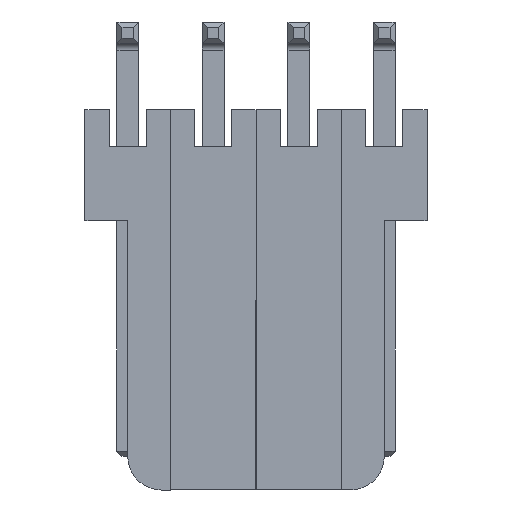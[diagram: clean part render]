
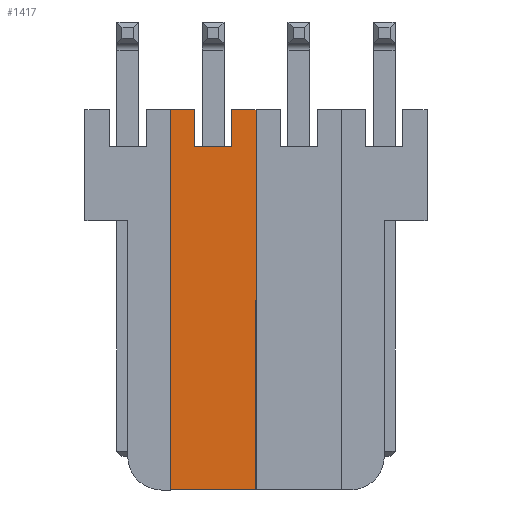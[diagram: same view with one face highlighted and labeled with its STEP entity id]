
A CAD part, front view. The second image highlights one B-rep face of the part: STEP entity #1417.
In plain terms, the highlighted planar face has unit normal (0, -1, 0).
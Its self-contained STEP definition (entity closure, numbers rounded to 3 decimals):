
#117 = EDGE_CURVE ( 'NONE', #1211, #610, #791, .T. ) ;
#123 = DIRECTION ( 'NONE',  ( 1., 0., 0. ) ) ;
#192 = DIRECTION ( 'NONE',  ( 0., 0., 1. ) ) ;
#588 = CARTESIAN_POINT ( 'NONE',  ( 0., 0., 0. ) ) ;
#610 = VERTEX_POINT ( 'NONE', #3644 ) ;
#613 = EDGE_CURVE ( 'NONE', #4307, #4215, #4172, .T. ) ;
#671 = CARTESIAN_POINT ( 'NONE',  ( -0.72, 0., 0. ) ) ;
#791 = LINE ( 'NONE', #3859, #4064 ) ;
#920 = CARTESIAN_POINT ( 'NONE',  ( -1.82, 0., -1.1 ) ) ;
#974 = VERTEX_POINT ( 'NONE', #3869 ) ;
#1193 = AXIS2_PLACEMENT_3D ( 'NONE', #3006, #1844, #192 ) ;
#1211 = VERTEX_POINT ( 'NONE', #1680 ) ;
#1218 = CARTESIAN_POINT ( 'NONE',  ( -1.82, 0., -1.1 ) ) ;
#1249 = DIRECTION ( 'NONE',  ( 0., 0., 1. ) ) ;
#1377 = EDGE_CURVE ( 'NONE', #4215, #2221, #3273, .T. ) ;
#1417 = ADVANCED_FACE ( 'NONE', ( #4349 ), #1786, .F. ) ;
#1550 = VERTEX_POINT ( 'NONE', #1894 ) ;
#1571 = VECTOR ( 'NONE', #1890, 1000. ) ;
#1591 = ORIENTED_EDGE ( 'NONE', *, *, #613, .F. ) ;
#1680 = CARTESIAN_POINT ( 'NONE',  ( -2.54, 0., -11.3 ) ) ;
#1786 = PLANE ( 'NONE',  #1193 ) ;
#1816 = ORIENTED_EDGE ( 'NONE', *, *, #1377, .F. ) ;
#1844 = DIRECTION ( 'NONE',  ( 0., 1., 0. ) ) ;
#1890 = DIRECTION ( 'NONE',  ( 0., 0., -1. ) ) ;
#1894 = CARTESIAN_POINT ( 'NONE',  ( -1.82, 0., -1.1 ) ) ;
#1987 = EDGE_CURVE ( 'NONE', #1550, #4307, #2405, .T. ) ;
#2012 = CARTESIAN_POINT ( 'NONE',  ( -0.72, 0., -1.1 ) ) ;
#2051 = CARTESIAN_POINT ( 'NONE',  ( -0.72, 0., -1.1 ) ) ;
#2117 = ORIENTED_EDGE ( 'NONE', *, *, #3671, .F. ) ;
#2221 = VERTEX_POINT ( 'NONE', #588 ) ;
#2223 = VECTOR ( 'NONE', #3739, 1000. ) ;
#2318 = ORIENTED_EDGE ( 'NONE', *, *, #2713, .F. ) ;
#2405 = LINE ( 'NONE', #920, #3327 ) ;
#2482 = VECTOR ( 'NONE', #123, 1000. ) ;
#2623 = CARTESIAN_POINT ( 'NONE',  ( -1.82, 0., 0. ) ) ;
#2682 = VECTOR ( 'NONE', #4378, 1000. ) ;
#2713 = EDGE_CURVE ( 'NONE', #974, #1211, #3541, .T. ) ;
#3006 = CARTESIAN_POINT ( 'NONE',  ( 0., 0., 0. ) ) ;
#3104 = EDGE_LOOP ( 'NONE', ( #3699, #1816, #1591, #5168, #2117, #3938, #4567, #2318 ) ) ;
#3161 = VECTOR ( 'NONE', #3668, 1000. ) ;
#3273 = LINE ( 'NONE', #3328, #2482 ) ;
#3327 = VECTOR ( 'NONE', #4886, 1000. ) ;
#3328 = CARTESIAN_POINT ( 'NONE',  ( 0., 0., 0. ) ) ;
#3360 = CARTESIAN_POINT ( 'NONE',  ( -1.82, 0., 0. ) ) ;
#3541 = LINE ( 'NONE', #3969, #2682 ) ;
#3644 = CARTESIAN_POINT ( 'NONE',  ( -2.54, 0., 0. ) ) ;
#3668 = DIRECTION ( 'NONE',  ( 0., 0., -1. ) ) ;
#3671 = EDGE_CURVE ( 'NONE', #4977, #1550, #5016, .T. ) ;
#3699 = ORIENTED_EDGE ( 'NONE', *, *, #4259, .F. ) ;
#3739 = DIRECTION ( 'NONE',  ( 1., 0., 0. ) ) ;
#3859 = CARTESIAN_POINT ( 'NONE',  ( -2.54, 0., 0. ) ) ;
#3869 = CARTESIAN_POINT ( 'NONE',  ( 0., 0., -11.3 ) ) ;
#3921 = EDGE_CURVE ( 'NONE', #610, #4977, #5197, .T. ) ;
#3938 = ORIENTED_EDGE ( 'NONE', *, *, #3921, .F. ) ;
#3969 = CARTESIAN_POINT ( 'NONE',  ( -2.54, 0., -11.3 ) ) ;
#4064 = VECTOR ( 'NONE', #5089, 1000. ) ;
#4172 = LINE ( 'NONE', #2051, #4553 ) ;
#4215 = VERTEX_POINT ( 'NONE', #671 ) ;
#4259 = EDGE_CURVE ( 'NONE', #2221, #974, #4641, .T. ) ;
#4264 = CARTESIAN_POINT ( 'NONE',  ( 0., 0., 0. ) ) ;
#4307 = VERTEX_POINT ( 'NONE', #2012 ) ;
#4349 = FACE_OUTER_BOUND ( 'NONE', #3104, .T. ) ;
#4378 = DIRECTION ( 'NONE',  ( -1., 0., 0. ) ) ;
#4553 = VECTOR ( 'NONE', #1249, 1000. ) ;
#4567 = ORIENTED_EDGE ( 'NONE', *, *, #117, .F. ) ;
#4641 = LINE ( 'NONE', #4264, #1571 ) ;
#4886 = DIRECTION ( 'NONE',  ( 1., 0., 0. ) ) ;
#4977 = VERTEX_POINT ( 'NONE', #2623 ) ;
#5016 = LINE ( 'NONE', #1218, #3161 ) ;
#5089 = DIRECTION ( 'NONE',  ( 0., 0., 1. ) ) ;
#5168 = ORIENTED_EDGE ( 'NONE', *, *, #1987, .F. ) ;
#5197 = LINE ( 'NONE', #3360, #2223 ) ;
